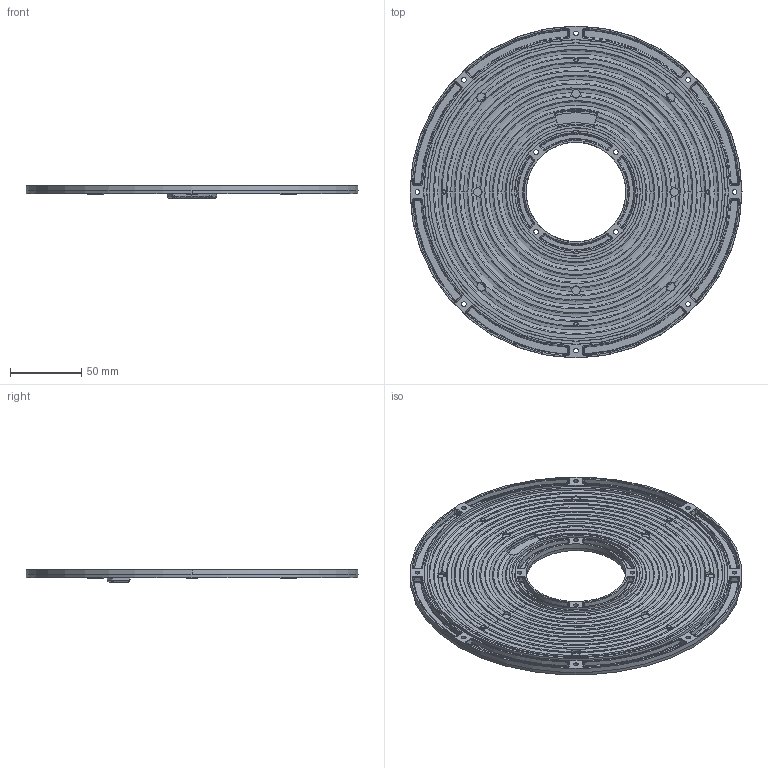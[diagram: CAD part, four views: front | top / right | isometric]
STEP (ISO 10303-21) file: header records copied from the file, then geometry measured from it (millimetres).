
FILE_DESCRIPTION (( 'STEP AP203' ), '1' );
FILE_NAME ('UFO233-100W-T90-20210301-KH.STEP', '2021-03-02T03:11:18', ( 'Windows 蚚誧' ), ( '' ), 'SwSTEP 2.0', 'SolidWorks 2019', '' );
FILE_SCHEMA (( 'CONFIG_CONTROL_DESIGN' ));
Products named in the file (1): UFO233-100W-T90-20210301-KH
Bounding box: 232.98 x 232.98 x 9 mm (x, y, z)
Volume: 129621.1 mm3; surface area: 111363.4 mm2
Topology: 1 solids, 1 shells, 867 faces, 2231 edges, 1401 vertices
Faces by surface type: bspline 329, cone 202, cylinder 162, plane 145, torus 29
Entity records: 46001 total; most frequent: CARTESIAN_POINT 27224, ORIENTED_EDGE 4426, DIRECTION 3388, EDGE_CURVE 2213, AXIS2_PLACEMENT_3D 1496, VERTEX_POINT 1401, CIRCLE 957, EDGE_LOOP 948
